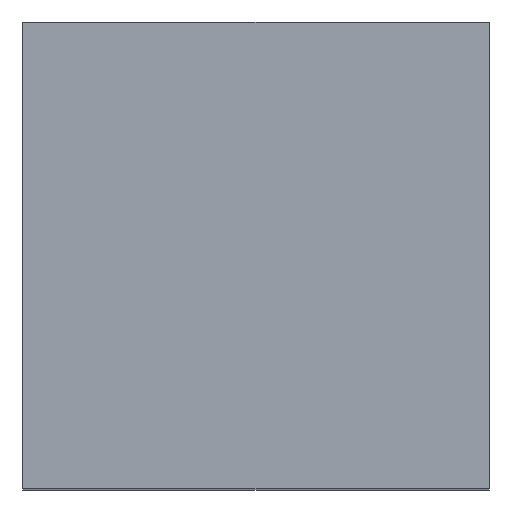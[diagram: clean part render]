
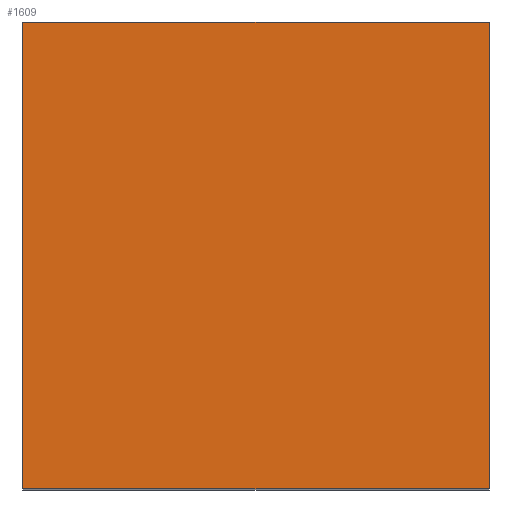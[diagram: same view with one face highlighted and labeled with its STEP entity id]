
A CAD part, top view. The second image highlights one B-rep face of the part: STEP entity #1609.
In plain terms, the highlighted planar face has unit normal (0, 0, 1).
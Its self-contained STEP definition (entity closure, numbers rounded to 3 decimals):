
#87=LINE('',#2381,#300);
#89=LINE('',#2386,#302);
#90=LINE('',#2387,#303);
#91=LINE('',#2388,#304);
#300=VECTOR('',#1910,25.);
#302=VECTOR('',#1914,25.);
#303=VECTOR('',#1915,25.);
#304=VECTOR('',#1916,25.);
#451=PLANE('',#1711);
#558=FACE_OUTER_BOUND('',#655,.T.);
#655=EDGE_LOOP('',(#1226,#1227,#1228,#1229));
#834=VERTEX_POINT('',#2378);
#835=VERTEX_POINT('',#2380);
#836=VERTEX_POINT('',#2384);
#837=VERTEX_POINT('',#2385);
#990=EDGE_CURVE('',#835,#834,#87,.T.);
#992=EDGE_CURVE('',#836,#837,#89,.T.);
#993=EDGE_CURVE('',#835,#836,#90,.T.);
#994=EDGE_CURVE('',#837,#834,#91,.T.);
#1226=ORIENTED_EDGE('',*,*,#992,.F.);
#1227=ORIENTED_EDGE('',*,*,#993,.F.);
#1228=ORIENTED_EDGE('',*,*,#990,.T.);
#1229=ORIENTED_EDGE('',*,*,#994,.F.);
#1609=ADVANCED_FACE('',(#558),#451,.T.);
#1711=AXIS2_PLACEMENT_3D('',#2383,#1912,#1913);
#1910=DIRECTION('',(0.,-1.,0.));
#1912=DIRECTION('center_axis',(0.,0.,1.));
#1913=DIRECTION('ref_axis',(1.,0.,0.));
#1914=DIRECTION('',(0.,-1.,0.));
#1915=DIRECTION('',(1.,0.,0.));
#1916=DIRECTION('',(-1.,0.,0.));
#2378=CARTESIAN_POINT('',(-10.,-12.5,20.));
#2380=CARTESIAN_POINT('',(-10.,12.5,20.));
#2381=CARTESIAN_POINT('',(-10.,0.,20.));
#2383=CARTESIAN_POINT('Origin',(2.5,0.,20.));
#2384=CARTESIAN_POINT('',(15.,12.5,20.));
#2385=CARTESIAN_POINT('',(15.,-12.5,20.));
#2386=CARTESIAN_POINT('',(15.,12.5,20.));
#2387=CARTESIAN_POINT('',(-10.,12.5,20.));
#2388=CARTESIAN_POINT('',(15.,-12.5,20.));
